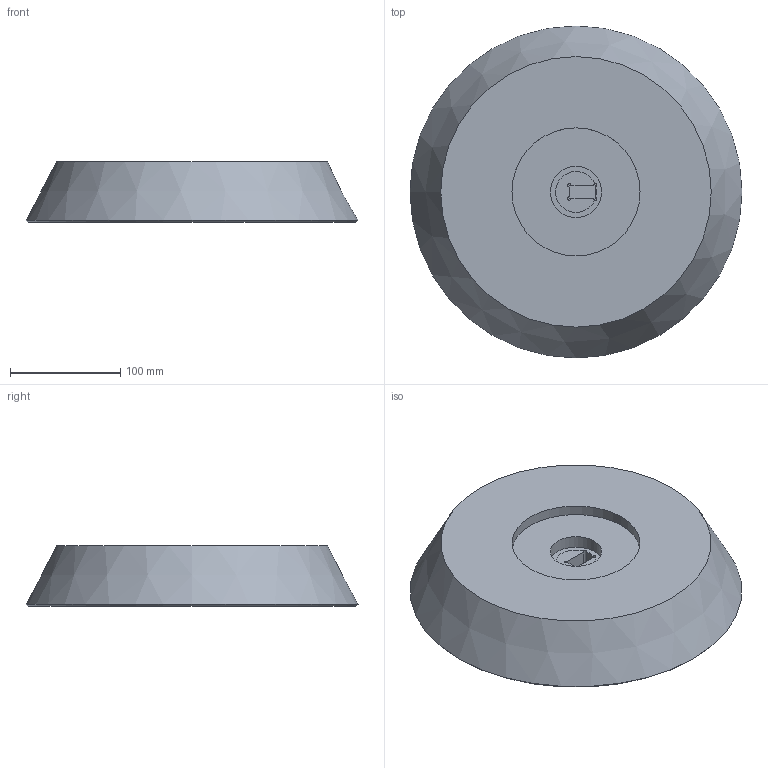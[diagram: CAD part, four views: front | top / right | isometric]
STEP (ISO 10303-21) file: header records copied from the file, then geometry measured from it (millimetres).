
FILE_DESCRIPTION(/* description */ ('','CAx-IF Rec.Pracs.---Representation and Presentation of Product Manufacturing Information (PMI)---4.0---2014-10-13'),/* implementation_level */ '2;1');
FILE_NAME(/* name */ 'Sporeography - Base.step',/* time_stamp */ '2024-12-19T15:03:40+01:00',/* author */ (''),/* organization */ (''),/* preprocessor_version */ 'ST-DEVELOPER v20',/* originating_system */ 'Autodesk Translation Framework v13.20.0.188',/* authorisation */ '');
FILE_SCHEMA (('AP242_MANAGED_MODEL_BASED_3D_ENGINEERING_MIM_LF { 1 0 10303 442 1 1 4 }'));
Length unit declared in the file: millimetre
Products named in the file (1): Sporeography - Wood without Motor
Bounding box: 300.68 x 300.68 x 55 mm (x, y, z)
Volume: 2951936.1 mm3; surface area: 184596.4 mm2
Topology: 1 solids, 1 shells, 35 faces, 77 edges, 51 vertices
Faces by surface type: plane 20, cylinder 12, cone 3
Full cylindrical faces by diameter (mm): 30 x4, 46.5 x1, 95 x1, 100 x1, 116 x1
Entity records: 1275 total; most frequent: CARTESIAN_POINT 460, DIRECTION 166, ORIENTED_EDGE 152, EDGE_CURVE 76, AXIS2_PLACEMENT_3D 65, VERTEX_POINT 51, EDGE_LOOP 43, LINE 36
